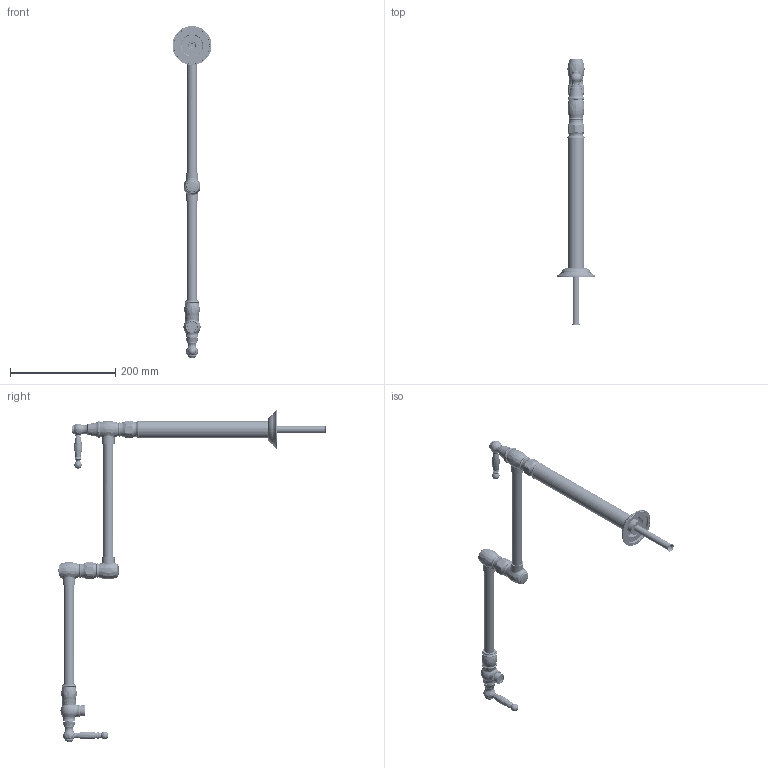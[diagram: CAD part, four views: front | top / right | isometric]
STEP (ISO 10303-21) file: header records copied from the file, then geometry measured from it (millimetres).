
FILE_DESCRIPTION((''),'2;1');
FILE_NAME('9484_ASM','2010-10-22T',('project'),(''),'PRO/ENGINEER BY PARAMETRIC TECHNOLOGY CORPORATION, 2009300','PRO/ENGINEER BY PARAMETRIC TECHNOLOGY CORPORATION, 2009300','');
FILE_SCHEMA(('CONFIG_CONTROL_DESIGN'));
Length unit declared in the file: inch
Products named in the file (35): 11310; 91423; 11311; 91424; 11297; 11294; 11298; 91079; 91383; 2-551_ASM; 11296; 11295; 11293; 11333; 11346; 91293; 2-518_ASM; 2-549_ASM; 10331; 11312_AF0; 11300_AF0; 91427_AF0; 2-555_AF0_ASM; 92229_AF0; 10013_AF0; 1-134; 11313; 92000; 11314; 92005; 2-545_ASM; 11334; 2-546_ASM; 1-002; 9484_ASM
Assembly tree (46 placements, depth 4):
  9484_ASM
    2-551_ASM
      11310
      91423
      11311
      91424
      11297
      11294
      11298
      91079  x2
      91383
    2-549_ASM
      11296
      91424
      91423
      11297
      11295
      11294
      91383
      91079  x2
      11293
      2-518_ASM
        11333
        11346
        91293
    10331
    11312_AF0
    2-555_AF0_ASM
      11300_AF0
      91427_AF0
    92229_AF0
    10013_AF0
    1-134
    2-545_ASM
      11313
      92000
      11314
      92005
    2-546_ASM
      11334
      11314
      92005
      92000  x2
    1-002
Bounding box: 74.17 x 507.9 x 631.39 mm (x, y, z)
Volume: 419807.6 mm3; surface area: 300283.3 mm2
Topology: 41 solids, 79 shells, 2961 faces, 7809 edges, 4975 vertices
Faces by surface type: cylinder 1176, plane 709, bspline 512, cone 300, torus 247, sphere 13, revolution 4
Entity records: 170635 total; most frequent: CARTESIAN_POINT 111166, ORIENTED_EDGE 13164, DIRECTION 10788, EDGE_CURVE 6692, VERTEX_POINT 4289, AXIS2_PLACEMENT_3D 4252, EDGE_LOOP 2718, FACE_OUTER_BOUND 2538
